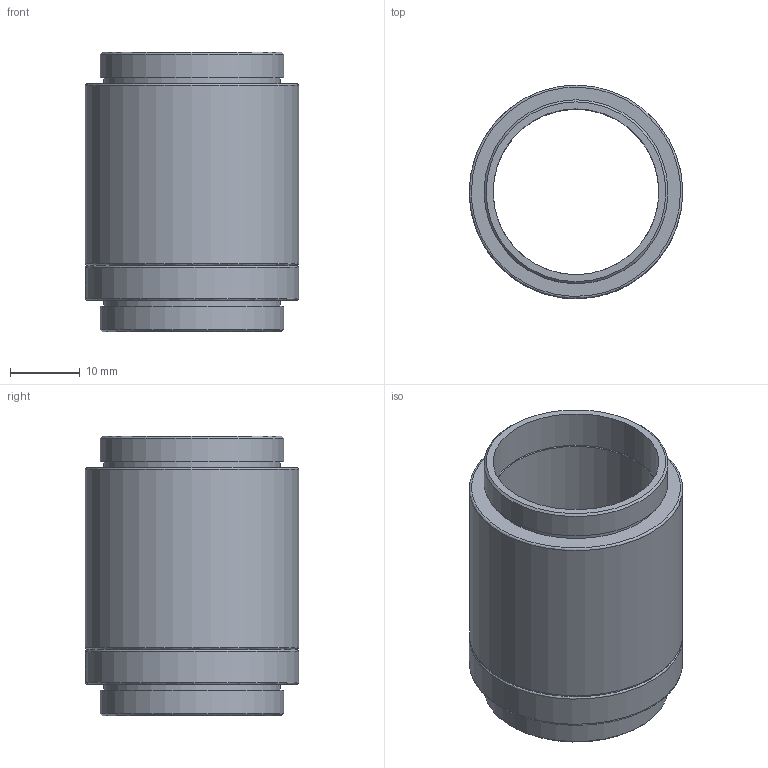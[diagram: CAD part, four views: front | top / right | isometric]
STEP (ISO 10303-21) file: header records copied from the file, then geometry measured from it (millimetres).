
FILE_DESCRIPTION (( 'STEP AP203' ), '1' );
FILE_NAME ('530247.step', '2025-08-19T07:42:37', ( 'Windows User' ), ( 'P R C' ), 'SwSTEP 2.0', 'SolidWorks 2020', '' );
FILE_SCHEMA (( 'CONFIG_CONTROL_DESIGN' ));
Length unit declared in the file: millimetre
Products named in the file (4): 3.03.31.15.206_SM1屏蔽套筒组件1_SM1-SC31-1_ZA; 24-26_O形圈; 3.03.31.15.207_SM1屏蔽套筒组件2_SM1-SC31-2_ZA; 530247
Assembly tree (4 placements, depth 2):
  530247
    3.03.31.15.206_SM1屏蔽套筒组件1_SM1-SC31-1_ZA
    3.03.31.15.207_SM1屏蔽套筒组件2_SM1-SC31-2_ZA
    24-26_O形圈  x2
Bounding box: 30.5 x 30.5 x 40 mm (x, y, z)
Volume: 9462 mm3; surface area: 12961.6 mm2
Topology: 4 solids, 4 shells, 49 faces, 101 edges, 66 vertices
Faces by surface type: cylinder 14, plane 14, bspline 13, cone 8
Full cylindrical faces by diameter (mm): 23.7 x2, 25.3 x2, 25.9 x2, 26.3 x2, 27.5 x3, 27.8 x1, 30.5 x2
Entity records: 2379 total; most frequent: CARTESIAN_POINT 1162, DIRECTION 158, ORIENTED_EDGE 116, EDGE_LOOP 94, AXIS2_PLACEMENT_3D 79, FACE_OUTER_BOUND 72, EDGE_CURVE 58, VERTEX_POINT 58
